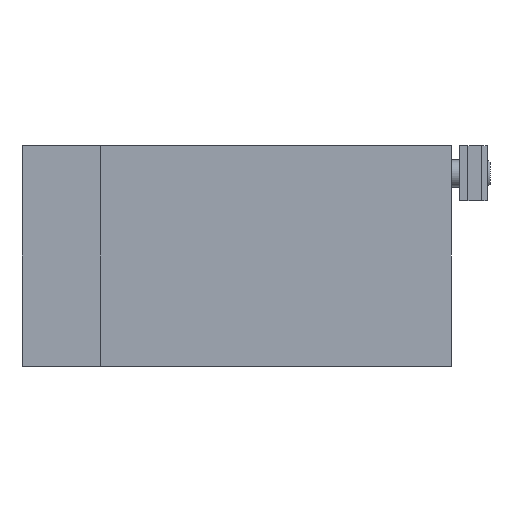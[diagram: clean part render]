
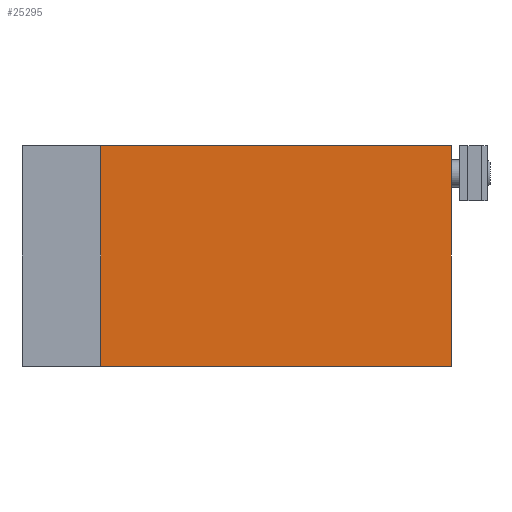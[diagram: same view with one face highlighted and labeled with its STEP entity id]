
A CAD part, left-side view. The second image highlights one B-rep face of the part: STEP entity #25295.
In plain terms, the highlighted planar face has unit normal (-1, 0, 0).
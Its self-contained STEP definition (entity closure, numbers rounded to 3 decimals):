
#140 = VERTEX_POINT ( 'NONE', #34943 ) ;
#948 = CARTESIAN_POINT ( 'NONE',  ( 0., 63.75, 40. ) ) ;
#1089 = DIRECTION ( 'NONE',  ( 0., 0., 1. ) ) ;
#1551 = DIRECTION ( 'NONE',  ( 0., 0., -1. ) ) ;
#2287 = VERTEX_POINT ( 'NONE', #948 ) ;
#2517 = LINE ( 'NONE', #8012, #19583 ) ;
#4295 = FACE_OUTER_BOUND ( 'NONE', #16062, .T. ) ;
#5217 = VECTOR ( 'NONE', #1551, 1000. ) ;
#6729 = LINE ( 'NONE', #33484, #5217 ) ;
#7583 = VECTOR ( 'NONE', #28865, 1000. ) ;
#7588 = VERTEX_POINT ( 'NONE', #20947 ) ;
#8012 = CARTESIAN_POINT ( 'NONE',  ( 0., 0., 40. ) ) ;
#9274 = CARTESIAN_POINT ( 'NONE',  ( 0., 0., 40. ) ) ;
#9710 = EDGE_CURVE ( 'NONE', #2287, #140, #18433, .T. ) ;
#10983 = VERTEX_POINT ( 'NONE', #22844 ) ;
#12974 = DIRECTION ( 'NONE',  ( 0., 1., 0. ) ) ;
#13529 = EDGE_CURVE ( 'NONE', #10983, #7588, #6729, .T. ) ;
#13990 = ORIENTED_EDGE ( 'NONE', *, *, #21103, .F. ) ;
#14148 = ORIENTED_EDGE ( 'NONE', *, *, #14685, .T. ) ;
#14685 = EDGE_CURVE ( 'NONE', #10983, #2287, #2517, .T. ) ;
#16062 = EDGE_LOOP ( 'NONE', ( #13990, #23225, #14148, #22091 ) ) ;
#18433 = LINE ( 'NONE', #28521, #7583 ) ;
#18668 = DIRECTION ( 'NONE',  ( 0., 1., 0. ) ) ;
#18808 = LINE ( 'NONE', #26441, #22085 ) ;
#19583 = VECTOR ( 'NONE', #18668, 1000. ) ;
#20947 = CARTESIAN_POINT ( 'NONE',  ( 0., 0., 0. ) ) ;
#21103 = EDGE_CURVE ( 'NONE', #7588, #140, #18808, .T. ) ;
#22085 = VECTOR ( 'NONE', #12974, 1000. ) ;
#22091 = ORIENTED_EDGE ( 'NONE', *, *, #9710, .T. ) ;
#22844 = CARTESIAN_POINT ( 'NONE',  ( 0., 0., 40. ) ) ;
#23225 = ORIENTED_EDGE ( 'NONE', *, *, #13529, .F. ) ;
#25295 = ADVANCED_FACE ( 'NONE', ( #4295 ), #31383, .T. ) ;
#26195 = AXIS2_PLACEMENT_3D ( 'NONE', #9274, #27873, #1089 ) ;
#26441 = CARTESIAN_POINT ( 'NONE',  ( 0., 0., 0. ) ) ;
#27873 = DIRECTION ( 'NONE',  ( -1., 0., 0. ) ) ;
#28521 = CARTESIAN_POINT ( 'NONE',  ( 0., 63.75, 40. ) ) ;
#28865 = DIRECTION ( 'NONE',  ( 0., 0., -1. ) ) ;
#31383 = PLANE ( 'NONE',  #26195 ) ;
#33484 = CARTESIAN_POINT ( 'NONE',  ( 0., 0., 40. ) ) ;
#34943 = CARTESIAN_POINT ( 'NONE',  ( 0., 63.75, 0. ) ) ;
